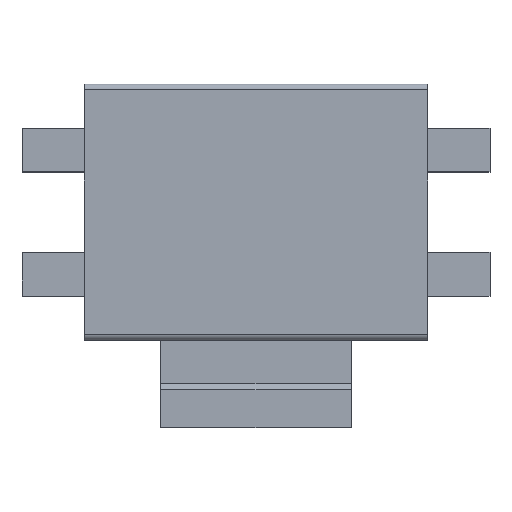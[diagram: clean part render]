
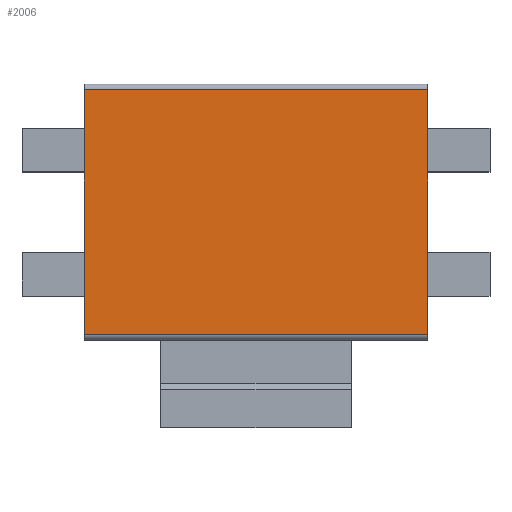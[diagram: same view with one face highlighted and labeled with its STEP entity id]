
A CAD part, top view. The second image highlights one B-rep face of the part: STEP entity #2006.
In plain terms, the highlighted planar face has unit normal (0, 0, 1).
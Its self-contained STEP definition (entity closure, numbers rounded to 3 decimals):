
#783 = PLANE('',#784);
#784 = AXIS2_PLACEMENT_3D('',#785,#786,#787);
#785 = CARTESIAN_POINT('',(2.35,1.75,0.));
#786 = DIRECTION('',(1.,0.,0.));
#787 = DIRECTION('',(0.,-1.,0.));
#811 = CYLINDRICAL_SURFACE('',#812,0.08);
#812 = AXIS2_PLACEMENT_3D('',#813,#814,#815);
#813 = CARTESIAN_POINT('',(2.35,-1.67,1.57));
#814 = DIRECTION('',(-1.,0.,0.));
#815 = DIRECTION('',(0.,0.,1.));
#839 = PLANE('',#840);
#840 = AXIS2_PLACEMENT_3D('',#841,#842,#843);
#841 = CARTESIAN_POINT('',(-2.35,-1.75,0.));
#842 = DIRECTION('',(-1.,0.,0.));
#843 = DIRECTION('',(0.,1.,0.));
#1180 = VERTEX_POINT('',#1181);
#1181 = CARTESIAN_POINT('',(2.35,1.67,1.65));
#1196 = CYLINDRICAL_SURFACE('',#1197,0.08);
#1197 = AXIS2_PLACEMENT_3D('',#1198,#1199,#1200);
#1198 = CARTESIAN_POINT('',(-2.35,1.67,1.57));
#1199 = DIRECTION('',(1.,0.,0.));
#1200 = DIRECTION('',(0.,1.,0.));
#1208 = EDGE_CURVE('',#1180,#1209,#1211,.T.);
#1209 = VERTEX_POINT('',#1210);
#1210 = CARTESIAN_POINT('',(2.35,-1.67,1.65));
#1211 = SURFACE_CURVE('',#1212,(#1216,#1223),.PCURVE_S1.);
#1212 = LINE('',#1213,#1214);
#1213 = CARTESIAN_POINT('',(2.35,1.75,1.65));
#1214 = VECTOR('',#1215,1.);
#1215 = DIRECTION('',(0.,-1.,0.));
#1216 = PCURVE('',#783,#1217);
#1217 = DEFINITIONAL_REPRESENTATION('',(#1218),#1222);
#1218 = LINE('',#1219,#1220);
#1219 = CARTESIAN_POINT('',(0.,-1.65));
#1220 = VECTOR('',#1221,1.);
#1221 = DIRECTION('',(1.,0.));
#1222 = ( GEOMETRIC_REPRESENTATION_CONTEXT(2) 
PARAMETRIC_REPRESENTATION_CONTEXT() REPRESENTATION_CONTEXT('2D SPACE',''
  ) );
#1223 = PCURVE('',#1224,#1229);
#1224 = PLANE('',#1225);
#1225 = AXIS2_PLACEMENT_3D('',#1226,#1227,#1228);
#1226 = CARTESIAN_POINT('',(0.,0.,1.65));
#1227 = DIRECTION('',(0.,0.,1.));
#1228 = DIRECTION('',(1.,0.,0.));
#1229 = DEFINITIONAL_REPRESENTATION('',(#1230),#1234);
#1230 = LINE('',#1231,#1232);
#1231 = CARTESIAN_POINT('',(2.35,1.75));
#1232 = VECTOR('',#1233,1.);
#1233 = DIRECTION('',(0.,-1.));
#1234 = ( GEOMETRIC_REPRESENTATION_CONTEXT(2) 
PARAMETRIC_REPRESENTATION_CONTEXT() REPRESENTATION_CONTEXT('2D SPACE',''
  ) );
#1264 = VERTEX_POINT('',#1265);
#1265 = CARTESIAN_POINT('',(-2.35,-1.67,1.65));
#1291 = EDGE_CURVE('',#1209,#1264,#1292,.T.);
#1292 = SURFACE_CURVE('',#1293,(#1297,#1304),.PCURVE_S1.);
#1293 = LINE('',#1294,#1295);
#1294 = CARTESIAN_POINT('',(2.35,-1.67,1.65));
#1295 = VECTOR('',#1296,1.);
#1296 = DIRECTION('',(-1.,0.,0.));
#1297 = PCURVE('',#811,#1298);
#1298 = DEFINITIONAL_REPRESENTATION('',(#1299),#1303);
#1299 = LINE('',#1300,#1301);
#1300 = CARTESIAN_POINT('',(-0.,0.));
#1301 = VECTOR('',#1302,1.);
#1302 = DIRECTION('',(-0.,1.));
#1303 = ( GEOMETRIC_REPRESENTATION_CONTEXT(2) 
PARAMETRIC_REPRESENTATION_CONTEXT() REPRESENTATION_CONTEXT('2D SPACE',''
  ) );
#1304 = PCURVE('',#1224,#1305);
#1305 = DEFINITIONAL_REPRESENTATION('',(#1306),#1310);
#1306 = LINE('',#1307,#1308);
#1307 = CARTESIAN_POINT('',(2.35,-1.67));
#1308 = VECTOR('',#1309,1.);
#1309 = DIRECTION('',(-1.,0.));
#1310 = ( GEOMETRIC_REPRESENTATION_CONTEXT(2) 
PARAMETRIC_REPRESENTATION_CONTEXT() REPRESENTATION_CONTEXT('2D SPACE',''
  ) );
#1958 = EDGE_CURVE('',#1264,#1959,#1961,.T.);
#1959 = VERTEX_POINT('',#1960);
#1960 = CARTESIAN_POINT('',(-2.35,1.67,1.65));
#1961 = SURFACE_CURVE('',#1962,(#1966,#1973),.PCURVE_S1.);
#1962 = LINE('',#1963,#1964);
#1963 = CARTESIAN_POINT('',(-2.35,-1.75,1.65));
#1964 = VECTOR('',#1965,1.);
#1965 = DIRECTION('',(0.,1.,0.));
#1966 = PCURVE('',#839,#1967);
#1967 = DEFINITIONAL_REPRESENTATION('',(#1968),#1972);
#1968 = LINE('',#1969,#1970);
#1969 = CARTESIAN_POINT('',(0.,-1.65));
#1970 = VECTOR('',#1971,1.);
#1971 = DIRECTION('',(1.,0.));
#1972 = ( GEOMETRIC_REPRESENTATION_CONTEXT(2) 
PARAMETRIC_REPRESENTATION_CONTEXT() REPRESENTATION_CONTEXT('2D SPACE',''
  ) );
#1973 = PCURVE('',#1224,#1974);
#1974 = DEFINITIONAL_REPRESENTATION('',(#1975),#1979);
#1975 = LINE('',#1976,#1977);
#1976 = CARTESIAN_POINT('',(-2.35,-1.75));
#1977 = VECTOR('',#1978,1.);
#1978 = DIRECTION('',(0.,1.));
#1979 = ( GEOMETRIC_REPRESENTATION_CONTEXT(2) 
PARAMETRIC_REPRESENTATION_CONTEXT() REPRESENTATION_CONTEXT('2D SPACE',''
  ) );
#2006 = ADVANCED_FACE('',(#2007),#1224,.T.);
#2007 = FACE_BOUND('',#2008,.T.);
#2008 = EDGE_LOOP('',(#2009,#2010,#2031,#2032));
#2009 = ORIENTED_EDGE('',*,*,#1208,.F.);
#2010 = ORIENTED_EDGE('',*,*,#2011,.F.);
#2011 = EDGE_CURVE('',#1959,#1180,#2012,.T.);
#2012 = SURFACE_CURVE('',#2013,(#2017,#2024),.PCURVE_S1.);
#2013 = LINE('',#2014,#2015);
#2014 = CARTESIAN_POINT('',(-2.35,1.67,1.65));
#2015 = VECTOR('',#2016,1.);
#2016 = DIRECTION('',(1.,0.,0.));
#2017 = PCURVE('',#1224,#2018);
#2018 = DEFINITIONAL_REPRESENTATION('',(#2019),#2023);
#2019 = LINE('',#2020,#2021);
#2020 = CARTESIAN_POINT('',(-2.35,1.67));
#2021 = VECTOR('',#2022,1.);
#2022 = DIRECTION('',(1.,0.));
#2023 = ( GEOMETRIC_REPRESENTATION_CONTEXT(2) 
PARAMETRIC_REPRESENTATION_CONTEXT() REPRESENTATION_CONTEXT('2D SPACE',''
  ) );
#2024 = PCURVE('',#1196,#2025);
#2025 = DEFINITIONAL_REPRESENTATION('',(#2026),#2030);
#2026 = LINE('',#2027,#2028);
#2027 = CARTESIAN_POINT('',(1.571,0.));
#2028 = VECTOR('',#2029,1.);
#2029 = DIRECTION('',(0.,1.));
#2030 = ( GEOMETRIC_REPRESENTATION_CONTEXT(2) 
PARAMETRIC_REPRESENTATION_CONTEXT() REPRESENTATION_CONTEXT('2D SPACE',''
  ) );
#2031 = ORIENTED_EDGE('',*,*,#1958,.F.);
#2032 = ORIENTED_EDGE('',*,*,#1291,.F.);
